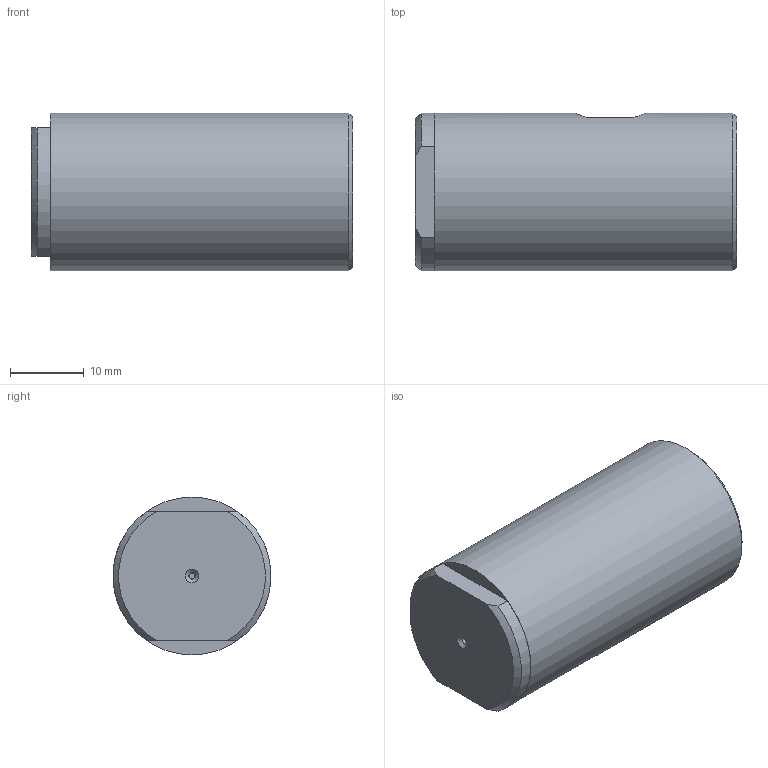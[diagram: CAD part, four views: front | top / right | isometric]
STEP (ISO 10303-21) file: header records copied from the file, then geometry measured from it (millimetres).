
FILE_DESCRIPTION(/* description */ (''),/* implementation_level */ '2;1');
FILE_NAME(/* name */ 'ME001-0030.stp',/* time_stamp */ '2016-05-16T14:34:05-05:00',/* author */ ('scottg'),/* organization */ ('FasTest,Inc.'),/* preprocessor_version */ 'ST-DEVELOPER v16.1',/* originating_system */ 'Autodesk Inventor 2016',/* authorisation */ '');
FILE_SCHEMA (('AUTOMOTIVE_DESIGN { 1 0 10303 214 3 1 1 }'));
Length unit declared in the file: inch
Products named in the file (1): ME001-0030
Bounding box: 43.59 x 21.44 x 21.44 mm (x, y, z)
Surface area: 4517.4 mm2 (no closed solid volume)
Topology: 0 solids, 4 shells, 39 faces, 82 edges, 52 vertices
Faces by surface type: cylinder 14, plane 12, cone 11, torus 2
Full cylindrical faces by diameter (mm): 0.838 x1, 2.159 x2, 2.857 x2, 3.962 x1, 7.315 x1, 7.95 x1, 17.272 x1, 21.438 x1
Entity records: 910 total; most frequent: CARTESIAN_POINT 172, DIRECTION 158, ORIENTED_EDGE 108, AXIS2_PLACEMENT_3D 74, EDGE_LOOP 68, EDGE_CURVE 52, VERTEX_POINT 44, FACE_OUTER_BOUND 39
